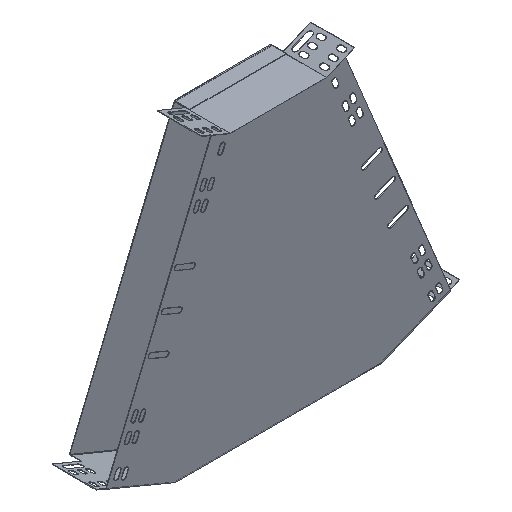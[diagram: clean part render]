
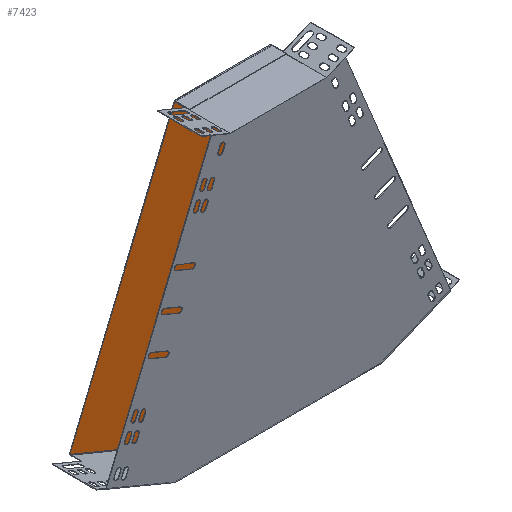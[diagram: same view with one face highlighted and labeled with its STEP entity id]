
A CAD part, isometric view. The second image highlights one B-rep face of the part: STEP entity #7423.
In plain terms, the highlighted planar face has unit normal (0, -1, 0).
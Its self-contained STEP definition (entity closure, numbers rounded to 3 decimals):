
#33 = DIRECTION ( 'NONE',  ( 0., 0., -1. ) ) ;
#52 = ORIENTED_EDGE ( 'NONE', *, *, #7714, .F. ) ;
#75 = VERTEX_POINT ( 'NONE', #1693 ) ;
#190 = VERTEX_POINT ( 'NONE', #2391 ) ;
#260 = LINE ( 'NONE', #1399, #7788 ) ;
#267 = CARTESIAN_POINT ( 'NONE',  ( -123.779, 219.156, -215.659 ) ) ;
#314 = CARTESIAN_POINT ( 'NONE',  ( -197.287, 219.156, -184.21 ) ) ;
#349 = CARTESIAN_POINT ( 'NONE',  ( 97.208, 219.156, 185.341 ) ) ;
#363 = LINE ( 'NONE', #466, #7649 ) ;
#466 = CARTESIAN_POINT ( 'NONE',  ( -44.214, 219.156, 185.341 ) ) ;
#826 = VERTEX_POINT ( 'NONE', #4324 ) ;
#960 = LINE ( 'NONE', #349, #2914 ) ;
#1057 = LINE ( 'NONE', #2204, #3006 ) ;
#1399 = CARTESIAN_POINT ( 'NONE',  ( 176.773, 219.156, -215.659 ) ) ;
#1450 = DIRECTION ( 'NONE',  ( 0., 0., -1. ) ) ;
#1693 = CARTESIAN_POINT ( 'NONE',  ( -44.214, 219.156, 186.341 ) ) ;
#1715 = AXIS2_PLACEMENT_3D ( 'NONE', #2215, #4455, #33 ) ;
#1807 = VERTEX_POINT ( 'NONE', #314 ) ;
#1991 = ORIENTED_EDGE ( 'NONE', *, *, #3098, .F. ) ;
#2064 = DIRECTION ( 'NONE',  ( -0.924, 0., -0.383 ) ) ;
#2204 = CARTESIAN_POINT ( 'NONE',  ( 176.773, 219.156, -215.659 ) ) ;
#2215 = CARTESIAN_POINT ( 'NONE',  ( 250.281, 219.156, -184.21 ) ) ;
#2255 = VERTEX_POINT ( 'NONE', #3348 ) ;
#2273 = VECTOR ( 'NONE', #4727, 1000. ) ;
#2349 = ORIENTED_EDGE ( 'NONE', *, *, #5801, .T. ) ;
#2391 = CARTESIAN_POINT ( 'NONE',  ( 97.208, 219.156, 185.341 ) ) ;
#2398 = LINE ( 'NONE', #7040, #6281 ) ;
#2563 = CARTESIAN_POINT ( 'NONE',  ( 176.773, 219.156, -214.659 ) ) ;
#2698 = DIRECTION ( 'NONE',  ( -1., 0., 0. ) ) ;
#2914 = VECTOR ( 'NONE', #3301, 1000. ) ;
#3006 = VECTOR ( 'NONE', #6576, 1000. ) ;
#3098 = EDGE_CURVE ( 'NONE', #190, #9228, #960, .T. ) ;
#3193 = ORIENTED_EDGE ( 'NONE', *, *, #6275, .F. ) ;
#3301 = DIRECTION ( 'NONE',  ( 0.383, 0., -0.924 ) ) ;
#3348 = CARTESIAN_POINT ( 'NONE',  ( 176.773, 219.156, -215.659 ) ) ;
#3574 = LINE ( 'NONE', #4992, #9102 ) ;
#3699 = PLANE ( 'NONE',  #1715 ) ;
#3706 = ORIENTED_EDGE ( 'NONE', *, *, #5128, .T. ) ;
#4162 = VECTOR ( 'NONE', #5050, 1000. ) ;
#4176 = ORIENTED_EDGE ( 'NONE', *, *, #4242, .F. ) ;
#4242 = EDGE_CURVE ( 'NONE', #1807, #826, #363, .T. ) ;
#4324 = CARTESIAN_POINT ( 'NONE',  ( -44.214, 219.156, 185.341 ) ) ;
#4337 = CARTESIAN_POINT ( 'NONE',  ( -123.779, 219.156, -215.659 ) ) ;
#4390 = VECTOR ( 'NONE', #1450, 1000. ) ;
#4439 = ORIENTED_EDGE ( 'NONE', *, *, #6638, .F. ) ;
#4455 = DIRECTION ( 'NONE',  ( 0., -1., 0. ) ) ;
#4727 = DIRECTION ( 'NONE',  ( 0., 0., -1. ) ) ;
#4784 = VERTEX_POINT ( 'NONE', #267 ) ;
#4992 = CARTESIAN_POINT ( 'NONE',  ( 250.281, 219.156, -184.21 ) ) ;
#5050 = DIRECTION ( 'NONE',  ( 0., 0., 1. ) ) ;
#5128 = EDGE_CURVE ( 'NONE', #2255, #7102, #260, .T. ) ;
#5203 = ORIENTED_EDGE ( 'NONE', *, *, #7220, .T. ) ;
#5414 = VERTEX_POINT ( 'NONE', #7471 ) ;
#5652 = DIRECTION ( 'NONE',  ( -0.924, 0., 0.383 ) ) ;
#5801 = EDGE_CURVE ( 'NONE', #4784, #2255, #1057, .T. ) ;
#5939 = FACE_OUTER_BOUND ( 'NONE', #6144, .T. ) ;
#5969 = ORIENTED_EDGE ( 'NONE', *, *, #6155, .F. ) ;
#6066 = LINE ( 'NONE', #4337, #4162 ) ;
#6144 = EDGE_LOOP ( 'NONE', ( #4439, #1991, #52, #5203, #8191, #4176, #5969, #3193, #2349, #3706 ) ) ;
#6152 = LINE ( 'NONE', #7117, #2273 ) ;
#6155 = EDGE_CURVE ( 'NONE', #5414, #1807, #8790, .T. ) ;
#6274 = CARTESIAN_POINT ( 'NONE',  ( 250.281, 219.156, -184.21 ) ) ;
#6275 = EDGE_CURVE ( 'NONE', #4784, #5414, #6066, .T. ) ;
#6281 = VECTOR ( 'NONE', #2698, 1000. ) ;
#6315 = DIRECTION ( 'NONE',  ( 0.383, 0., 0.924 ) ) ;
#6414 = VECTOR ( 'NONE', #5652, 1000. ) ;
#6528 = CARTESIAN_POINT ( 'NONE',  ( -44.214, 219.156, 186.341 ) ) ;
#6576 = DIRECTION ( 'NONE',  ( 1., 0., 0. ) ) ;
#6638 = EDGE_CURVE ( 'NONE', #9228, #7102, #3574, .T. ) ;
#6750 = EDGE_CURVE ( 'NONE', #75, #826, #8444, .T. ) ;
#7040 = CARTESIAN_POINT ( 'NONE',  ( -44.214, 219.156, 186.341 ) ) ;
#7102 = VERTEX_POINT ( 'NONE', #2563 ) ;
#7117 = CARTESIAN_POINT ( 'NONE',  ( 97.208, 219.156, 186.341 ) ) ;
#7220 = EDGE_CURVE ( 'NONE', #7582, #75, #2398, .T. ) ;
#7423 = ADVANCED_FACE ( 'NONE', ( #5939 ), #3699, .T. ) ;
#7471 = CARTESIAN_POINT ( 'NONE',  ( -123.779, 219.156, -214.659 ) ) ;
#7582 = VERTEX_POINT ( 'NONE', #8412 ) ;
#7649 = VECTOR ( 'NONE', #6315, 1000. ) ;
#7714 = EDGE_CURVE ( 'NONE', #7582, #190, #6152, .T. ) ;
#7788 = VECTOR ( 'NONE', #9343, 1000. ) ;
#8191 = ORIENTED_EDGE ( 'NONE', *, *, #6750, .T. ) ;
#8412 = CARTESIAN_POINT ( 'NONE',  ( 97.208, 219.156, 186.341 ) ) ;
#8444 = LINE ( 'NONE', #6528, #4390 ) ;
#8790 = LINE ( 'NONE', #9227, #6414 ) ;
#9102 = VECTOR ( 'NONE', #2064, 1000. ) ;
#9227 = CARTESIAN_POINT ( 'NONE',  ( -197.287, 219.156, -184.21 ) ) ;
#9228 = VERTEX_POINT ( 'NONE', #6274 ) ;
#9343 = DIRECTION ( 'NONE',  ( 0., 0., 1. ) ) ;
